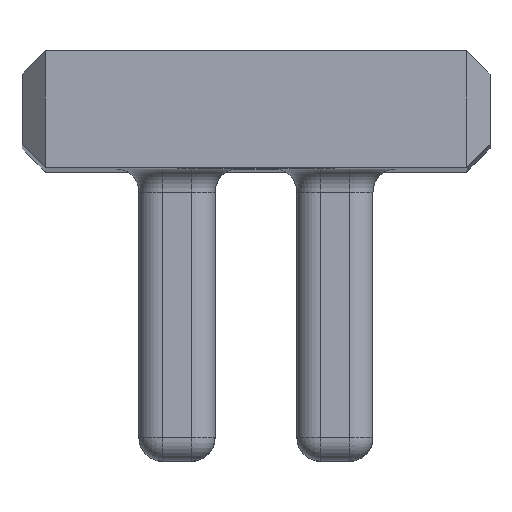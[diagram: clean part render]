
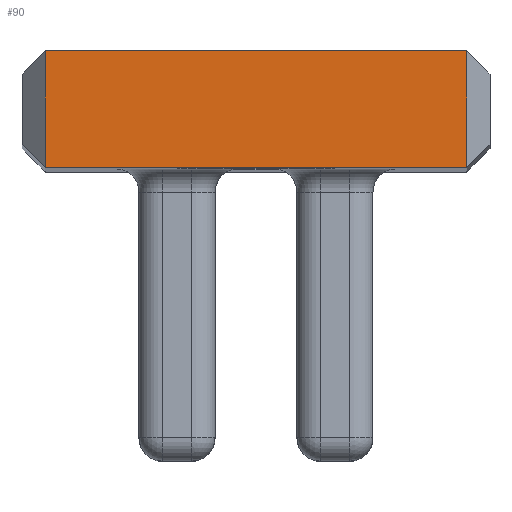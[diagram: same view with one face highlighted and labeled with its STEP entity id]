
A CAD part, top view. The second image highlights one B-rep face of the part: STEP entity #90.
In plain terms, the highlighted planar face has unit normal (0, 0, 1).
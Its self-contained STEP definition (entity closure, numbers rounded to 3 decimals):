
#8 = EDGE_CURVE ( 'NONE', #360, #1288, #1838, .T. ) ;
#29 = ORIENTED_EDGE ( 'NONE', *, *, #158, .T. ) ;
#69 = LINE ( 'NONE', #1421, #1106 ) ;
#90 = ADVANCED_FACE ( 'NONE', ( #1183 ), #1196, .F. ) ;
#122 = VECTOR ( 'NONE', #320, 1000. ) ;
#158 = EDGE_CURVE ( 'NONE', #1288, #2118, #1525, .T. ) ;
#205 = CARTESIAN_POINT ( 'NONE',  ( 0., 5., 0. ) ) ;
#308 = CARTESIAN_POINT ( 'NONE',  ( 0., 0., 0. ) ) ;
#320 = DIRECTION ( 'NONE',  ( 1., 0., 0. ) ) ;
#360 = VERTEX_POINT ( 'NONE', #693 ) ;
#574 = EDGE_LOOP ( 'NONE', ( #29, #2251, #1509, #1463 ) ) ;
#693 = CARTESIAN_POINT ( 'NONE',  ( 1., 5., 0. ) ) ;
#900 = CARTESIAN_POINT ( 'NONE',  ( 1., 0., 0. ) ) ;
#982 = CARTESIAN_POINT ( 'NONE',  ( 19., 5., 0. ) ) ;
#1029 = AXIS2_PLACEMENT_3D ( 'NONE', #1710, #1690, #1341 ) ;
#1106 = VECTOR ( 'NONE', #1603, 1000. ) ;
#1183 = FACE_OUTER_BOUND ( 'NONE', #574, .T. ) ;
#1196 = PLANE ( 'NONE',  #1029 ) ;
#1288 = VERTEX_POINT ( 'NONE', #900 ) ;
#1341 = DIRECTION ( 'NONE',  ( -1., 0., 0. ) ) ;
#1421 = CARTESIAN_POINT ( 'NONE',  ( 19., 5., 0. ) ) ;
#1462 = DIRECTION ( 'NONE',  ( 0., -1., 0. ) ) ;
#1463 = ORIENTED_EDGE ( 'NONE', *, *, #8, .T. ) ;
#1509 = ORIENTED_EDGE ( 'NONE', *, *, #1680, .F. ) ;
#1525 = LINE ( 'NONE', #308, #122 ) ;
#1603 = DIRECTION ( 'NONE',  ( 0., 1., 0. ) ) ;
#1622 = CARTESIAN_POINT ( 'NONE',  ( 1., 5., 0. ) ) ;
#1680 = EDGE_CURVE ( 'NONE', #360, #1889, #1744, .T. ) ;
#1689 = VECTOR ( 'NONE', #1462, 1000. ) ;
#1690 = DIRECTION ( 'NONE',  ( 0., 0., -1. ) ) ;
#1703 = VECTOR ( 'NONE', #2133, 1000. ) ;
#1710 = CARTESIAN_POINT ( 'NONE',  ( 0., 5., 0. ) ) ;
#1744 = LINE ( 'NONE', #205, #1703 ) ;
#1838 = LINE ( 'NONE', #1622, #1689 ) ;
#1889 = VERTEX_POINT ( 'NONE', #982 ) ;
#1988 = CARTESIAN_POINT ( 'NONE',  ( 19., 0., 0. ) ) ;
#2118 = VERTEX_POINT ( 'NONE', #1988 ) ;
#2133 = DIRECTION ( 'NONE',  ( 1., 0., 0. ) ) ;
#2251 = ORIENTED_EDGE ( 'NONE', *, *, #2274, .T. ) ;
#2274 = EDGE_CURVE ( 'NONE', #2118, #1889, #69, .T. ) ;
